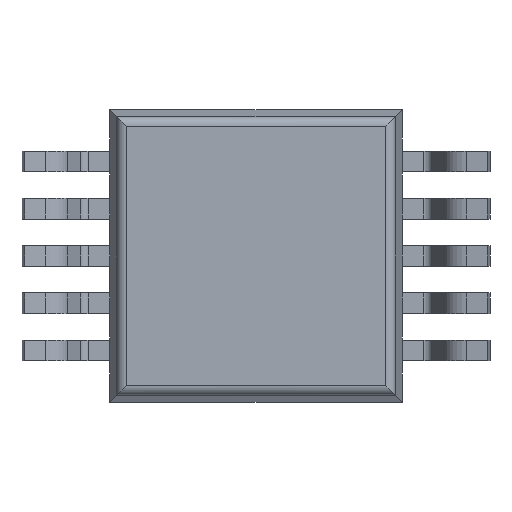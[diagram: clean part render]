
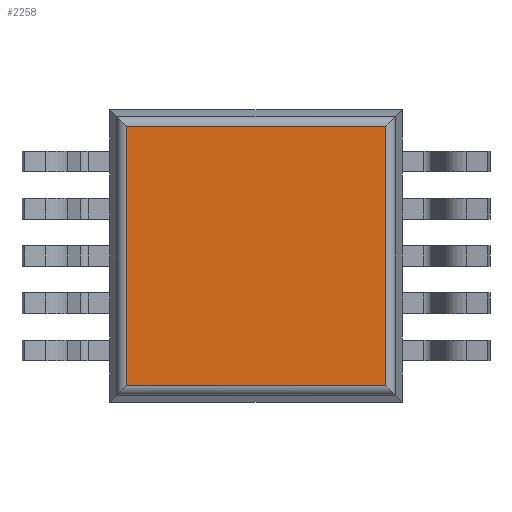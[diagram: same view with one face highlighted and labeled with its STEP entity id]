
A CAD part, front view. The second image highlights one B-rep face of the part: STEP entity #2258.
In plain terms, the highlighted planar face has unit normal (0, -1, 0).
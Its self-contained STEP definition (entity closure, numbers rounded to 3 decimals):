
#98 = ORIENTED_EDGE ( 'NONE', *, *, #4441, .T. ) ;
#475 = LINE ( 'NONE', #1641, #2009 ) ;
#477 = VECTOR ( 'NONE', #5890, 1000. ) ;
#576 = DIRECTION ( 'NONE',  ( 0., 0., -1. ) ) ;
#723 = DIRECTION ( 'NONE',  ( 1., 0., 0. ) ) ;
#1011 = VECTOR ( 'NONE', #5083, 1000. ) ;
#1561 = VERTEX_POINT ( 'NONE', #3923 ) ;
#1641 = CARTESIAN_POINT ( 'NONE',  ( 1.374, 0.15, -1.55 ) ) ;
#1852 = ORIENTED_EDGE ( 'NONE', *, *, #3037, .T. ) ;
#2009 = VECTOR ( 'NONE', #5119, 1000. ) ;
#2187 = LINE ( 'NONE', #6477, #477 ) ;
#2258 = ADVANCED_FACE ( 'NONE', ( #3298 ), #4789, .T. ) ;
#2271 = LINE ( 'NONE', #3600, #3823 ) ;
#2434 = CARTESIAN_POINT ( 'NONE',  ( -1.374, 0.15, 1.374 ) ) ;
#2852 = EDGE_CURVE ( 'NONE', #6989, #7087, #6968, .T. ) ;
#3035 = ORIENTED_EDGE ( 'NONE', *, *, #6236, .T. ) ;
#3037 = EDGE_CURVE ( 'NONE', #7087, #5660, #2271, .T. ) ;
#3233 = CARTESIAN_POINT ( 'NONE',  ( -1.374, 0.15, -1.374 ) ) ;
#3298 = FACE_OUTER_BOUND ( 'NONE', #6757, .T. ) ;
#3600 = CARTESIAN_POINT ( 'NONE',  ( -1.55, 0.15, -1.374 ) ) ;
#3823 = VECTOR ( 'NONE', #723, 1000. ) ;
#3923 = CARTESIAN_POINT ( 'NONE',  ( 1.374, 0.15, 1.374 ) ) ;
#3931 = CARTESIAN_POINT ( 'NONE',  ( -1.374, 0.15, -1.55 ) ) ;
#4051 = DIRECTION ( 'NONE',  ( 0., -1., 0. ) ) ;
#4441 = EDGE_CURVE ( 'NONE', #5660, #1561, #475, .T. ) ;
#4780 = ORIENTED_EDGE ( 'NONE', *, *, #2852, .T. ) ;
#4789 = PLANE ( 'NONE',  #6917 ) ;
#5083 = DIRECTION ( 'NONE',  ( 0., 0., -1. ) ) ;
#5119 = DIRECTION ( 'NONE',  ( 0., 0., 1. ) ) ;
#5660 = VERTEX_POINT ( 'NONE', #7094 ) ;
#5890 = DIRECTION ( 'NONE',  ( -1., 0., 0. ) ) ;
#5983 = CARTESIAN_POINT ( 'NONE',  ( -1.55, 0.15, -1.55 ) ) ;
#6236 = EDGE_CURVE ( 'NONE', #1561, #6989, #2187, .T. ) ;
#6477 = CARTESIAN_POINT ( 'NONE',  ( -1.55, 0.15, 1.374 ) ) ;
#6757 = EDGE_LOOP ( 'NONE', ( #4780, #1852, #98, #3035 ) ) ;
#6917 = AXIS2_PLACEMENT_3D ( 'NONE', #5983, #4051, #576 ) ;
#6968 = LINE ( 'NONE', #3931, #1011 ) ;
#6989 = VERTEX_POINT ( 'NONE', #2434 ) ;
#7087 = VERTEX_POINT ( 'NONE', #3233 ) ;
#7094 = CARTESIAN_POINT ( 'NONE',  ( 1.374, 0.15, -1.374 ) ) ;
